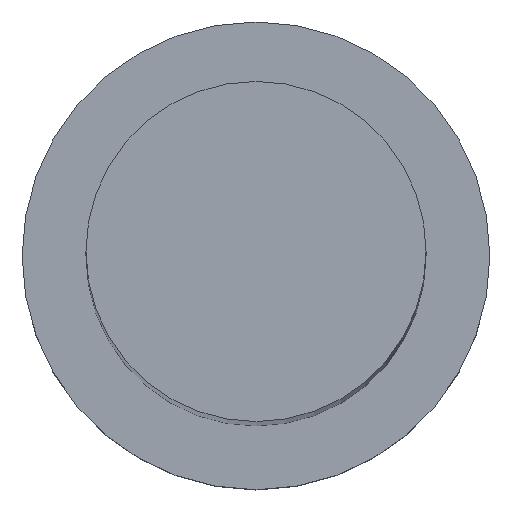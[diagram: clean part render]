
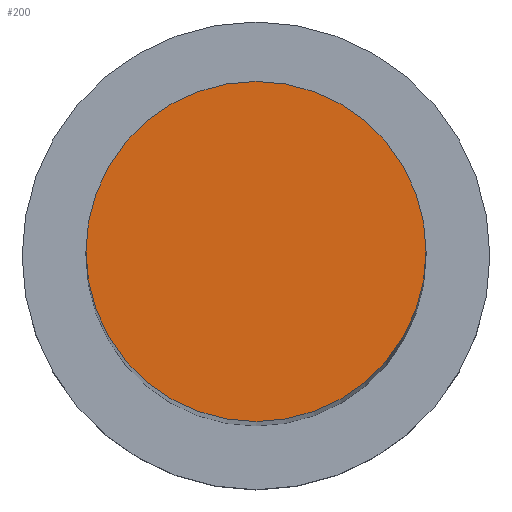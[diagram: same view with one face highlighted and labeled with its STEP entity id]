
A CAD part, top view. The second image highlights one B-rep face of the part: STEP entity #200.
In plain terms, the highlighted planar face has unit normal (0, 0, 1).
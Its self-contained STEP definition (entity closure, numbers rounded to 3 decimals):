
#4 = CARTESIAN_POINT ( 'NONE',  ( 8., 0., 125. ) ) ;
#51 = CIRCLE ( 'NONE', #66, 8. ) ;
#53 = VERTEX_POINT ( 'NONE', #124 ) ;
#58 = CARTESIAN_POINT ( 'NONE',  ( 0., 0., 125. ) ) ;
#61 = CARTESIAN_POINT ( 'NONE',  ( 0., 0., 125. ) ) ;
#66 = AXIS2_PLACEMENT_3D ( 'NONE', #151, #83, #205 ) ;
#70 = CIRCLE ( 'NONE', #196, 8. ) ;
#83 = DIRECTION ( 'NONE',  ( 0., 0., 1. ) ) ;
#86 = FACE_OUTER_BOUND ( 'NONE', #229, .T. ) ;
#108 = DIRECTION ( 'NONE',  ( 0., 0., 1. ) ) ;
#124 = CARTESIAN_POINT ( 'NONE',  ( -8., 0., 125. ) ) ;
#151 = CARTESIAN_POINT ( 'NONE',  ( 0., 0., 125. ) ) ;
#164 = VERTEX_POINT ( 'NONE', #4 ) ;
#184 = ORIENTED_EDGE ( 'NONE', *, *, #206, .T. ) ;
#191 = DIRECTION ( 'NONE',  ( 1., 0., 0. ) ) ;
#192 = ORIENTED_EDGE ( 'NONE', *, *, #213, .T. ) ;
#196 = AXIS2_PLACEMENT_3D ( 'NONE', #58, #108, #204 ) ;
#200 = ADVANCED_FACE ( 'NONE', ( #86 ), #222, .T. ) ;
#204 = DIRECTION ( 'NONE',  ( 1., 0., 0. ) ) ;
#205 = DIRECTION ( 'NONE',  ( 1., 0., 0. ) ) ;
#206 = EDGE_CURVE ( 'NONE', #53, #164, #51, .T. ) ;
#213 = EDGE_CURVE ( 'NONE', #164, #53, #70, .T. ) ;
#215 = AXIS2_PLACEMENT_3D ( 'NONE', #61, #237, #191 ) ;
#222 = PLANE ( 'NONE',  #215 ) ;
#229 = EDGE_LOOP ( 'NONE', ( #184, #192 ) ) ;
#237 = DIRECTION ( 'NONE',  ( 0., 0., 1. ) ) ;
